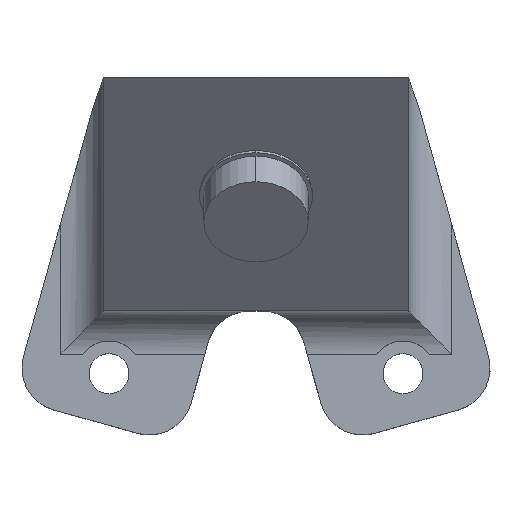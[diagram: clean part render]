
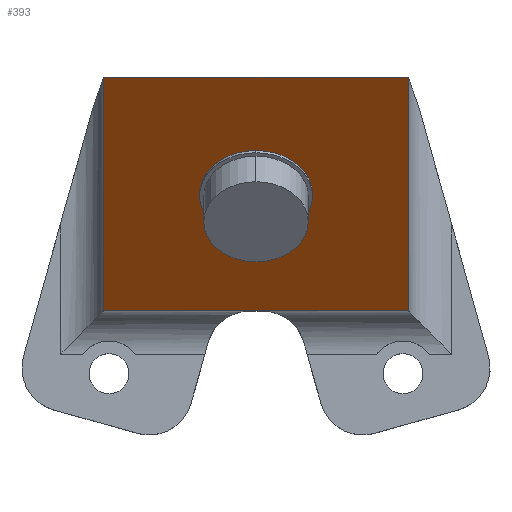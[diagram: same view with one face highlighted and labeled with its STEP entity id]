
A CAD part, top view. The second image highlights one B-rep face of the part: STEP entity #393.
In plain terms, the highlighted planar face has unit normal (0, -0.643, 0.766).
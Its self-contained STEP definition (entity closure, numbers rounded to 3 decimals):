
#15 = VECTOR ( 'NONE', #350, 1000. ) ;
#16 = PLANE ( 'NONE',  #853 ) ;
#59 = VERTEX_POINT ( 'NONE', #677 ) ;
#63 = CIRCLE ( 'NONE', #178, 6.5 ) ;
#78 = EDGE_CURVE ( 'NONE', #1300, #1415, #768, .T. ) ;
#104 = ORIENTED_EDGE ( 'NONE', *, *, #493, .F. ) ;
#113 = DIRECTION ( 'NONE',  ( 0., -0.766, -0.643 ) ) ;
#151 = CARTESIAN_POINT ( 'NONE',  ( 35., 27.05, 10.448 ) ) ;
#178 = AXIS2_PLACEMENT_3D ( 'NONE', #1127, #1281, #526 ) ;
#191 = CARTESIAN_POINT ( 'NONE',  ( 17.5, 8.664, -4.979 ) ) ;
#212 = FACE_BOUND ( 'NONE', #504, .T. ) ;
#219 = LINE ( 'NONE', #1098, #388 ) ;
#231 = DIRECTION ( 'NONE',  ( -1., 0., 0. ) ) ;
#286 = CARTESIAN_POINT ( 'NONE',  ( 17.5, 18.623, 3.377 ) ) ;
#327 = ORIENTED_EDGE ( 'NONE', *, *, #452, .T. ) ;
#350 = DIRECTION ( 'NONE',  ( -1., 0., 0. ) ) ;
#367 = CARTESIAN_POINT ( 'NONE',  ( 0., 0.238, -12.05 ) ) ;
#388 = VECTOR ( 'NONE', #113, 1000. ) ;
#393 = ADVANCED_FACE ( 'NONE', ( #212, #1090 ), #16, .F. ) ;
#452 = EDGE_CURVE ( 'NONE', #1415, #551, #219, .T. ) ;
#493 = EDGE_CURVE ( 'NONE', #1300, #59, #544, .T. ) ;
#504 = EDGE_LOOP ( 'NONE', ( #614, #1345 ) ) ;
#526 = DIRECTION ( 'NONE',  ( 0., 0.766, 0.643 ) ) ;
#544 = LINE ( 'NONE', #663, #787 ) ;
#551 = VERTEX_POINT ( 'NONE', #367 ) ;
#558 = ORIENTED_EDGE ( 'NONE', *, *, #78, .T. ) ;
#583 = DIRECTION ( 'NONE',  ( 0., 0.766, 0.643 ) ) ;
#614 = ORIENTED_EDGE ( 'NONE', *, *, #729, .F. ) ;
#661 = DIRECTION ( 'NONE',  ( 0., 0.643, -0.766 ) ) ;
#663 = CARTESIAN_POINT ( 'NONE',  ( 35., 0.238, -12.05 ) ) ;
#677 = CARTESIAN_POINT ( 'NONE',  ( 35., 0.238, -12.05 ) ) ;
#697 = EDGE_LOOP ( 'NONE', ( #327, #1076, #104, #558 ) ) ;
#701 = CARTESIAN_POINT ( 'NONE',  ( 35., 0.238, -12.05 ) ) ;
#706 = DIRECTION ( 'NONE',  ( 0., -0.643, 0.766 ) ) ;
#729 = EDGE_CURVE ( 'NONE', #1376, #1255, #794, .T. ) ;
#768 = LINE ( 'NONE', #1302, #1162 ) ;
#787 = VECTOR ( 'NONE', #1294, 1000. ) ;
#794 = CIRCLE ( 'NONE', #841, 6.5 ) ;
#841 = AXIS2_PLACEMENT_3D ( 'NONE', #903, #706, #583 ) ;
#853 = AXIS2_PLACEMENT_3D ( 'NONE', #1208, #661, #1288 ) ;
#903 = CARTESIAN_POINT ( 'NONE',  ( 17.5, 13.644, -0.801 ) ) ;
#917 = CARTESIAN_POINT ( 'NONE',  ( 0., 27.05, 10.448 ) ) ;
#962 = EDGE_CURVE ( 'NONE', #59, #551, #1112, .T. ) ;
#1076 = ORIENTED_EDGE ( 'NONE', *, *, #962, .F. ) ;
#1090 = FACE_OUTER_BOUND ( 'NONE', #697, .T. ) ;
#1098 = CARTESIAN_POINT ( 'NONE',  ( 0., 0.238, -12.05 ) ) ;
#1112 = LINE ( 'NONE', #701, #15 ) ;
#1127 = CARTESIAN_POINT ( 'NONE',  ( 17.5, 13.644, -0.801 ) ) ;
#1162 = VECTOR ( 'NONE', #231, 1000. ) ;
#1208 = CARTESIAN_POINT ( 'NONE',  ( 35., 0.238, -12.05 ) ) ;
#1255 = VERTEX_POINT ( 'NONE', #191 ) ;
#1281 = DIRECTION ( 'NONE',  ( 0., -0.643, 0.766 ) ) ;
#1288 = DIRECTION ( 'NONE',  ( 0., 0.766, 0.643 ) ) ;
#1291 = EDGE_CURVE ( 'NONE', #1255, #1376, #63, .T. ) ;
#1294 = DIRECTION ( 'NONE',  ( 0., -0.766, -0.643 ) ) ;
#1300 = VERTEX_POINT ( 'NONE', #151 ) ;
#1302 = CARTESIAN_POINT ( 'NONE',  ( 35., 27.05, 10.448 ) ) ;
#1345 = ORIENTED_EDGE ( 'NONE', *, *, #1291, .F. ) ;
#1376 = VERTEX_POINT ( 'NONE', #286 ) ;
#1415 = VERTEX_POINT ( 'NONE', #917 ) ;
